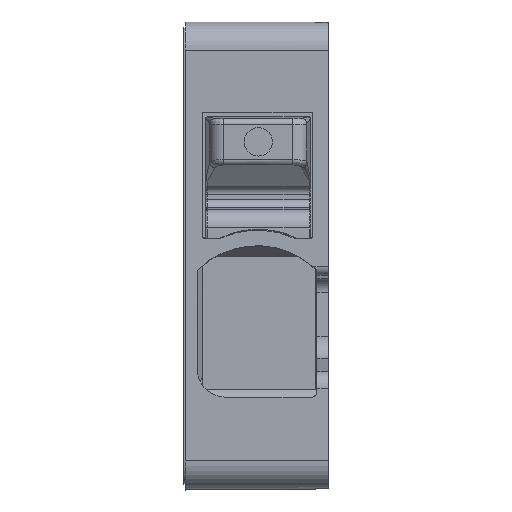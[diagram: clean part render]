
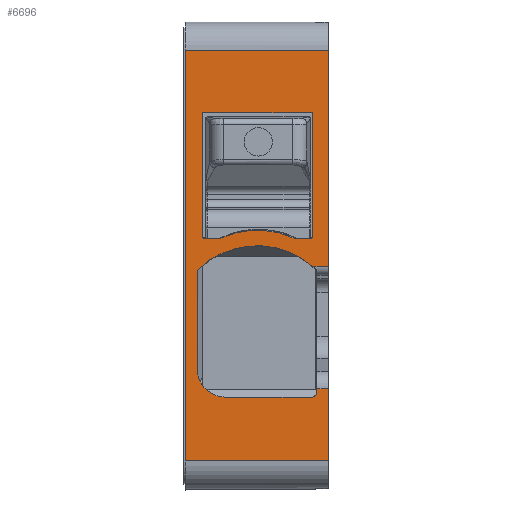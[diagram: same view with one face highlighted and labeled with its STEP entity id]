
A CAD part, top view. The second image highlights one B-rep face of the part: STEP entity #6696.
In plain terms, the highlighted planar face has unit normal (0, 0, 1).
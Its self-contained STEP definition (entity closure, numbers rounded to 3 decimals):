
#6505=AXIS2_PLACEMENT_3D('Plane Axis2P3D',#6502,#6503,#6504) ;
#6530=AXIS2_PLACEMENT_3D('Circle Axis2P3D',#6528,#6529,$) ;
#6544=AXIS2_PLACEMENT_3D('Circle Axis2P3D',#6542,#6543,$) ;
#6558=AXIS2_PLACEMENT_3D('Circle Axis2P3D',#6556,#6557,$) ;
#6565=AXIS2_PLACEMENT_3D('Circle Axis2P3D',#6563,#6564,$) ;
#6609=AXIS2_PLACEMENT_3D('Circle Axis2P3D',#6607,#6608,$) ;
#6616=AXIS2_PLACEMENT_3D('Circle Axis2P3D',#6614,#6615,$) ;
#6623=AXIS2_PLACEMENT_3D('Circle Axis2P3D',#6621,#6622,$) ;
#6637=AXIS2_PLACEMENT_3D('Circle Axis2P3D',#6635,#6636,$) ;
#6651=AXIS2_PLACEMENT_3D('Circle Axis2P3D',#6649,#6650,$) ;
#6665=AXIS2_PLACEMENT_3D('Circle Axis2P3D',#6663,#6664,$) ;
#6679=AXIS2_PLACEMENT_3D('Circle Axis2P3D',#6677,#6678,$) ;
#3071=CARTESIAN_POINT('Vertex',(5.1,1.,44.65)) ;
#3074=CARTESIAN_POINT('Line Origine',(2.55,1.,44.65)) ;
#3078=CARTESIAN_POINT('Vertex',(0.05,1.,44.65)) ;
#3858=CARTESIAN_POINT('Vertex',(0.05,15.5,44.65)) ;
#3861=CARTESIAN_POINT('Line Origine',(2.55,15.5,44.65)) ;
#3865=CARTESIAN_POINT('Vertex',(5.1,15.5,44.65)) ;
#5770=CARTESIAN_POINT('Line Origine',(0.05,8.25,44.65)) ;
#6502=CARTESIAN_POINT('Axis2P3D Location',(2.8,15.5,44.65)) ;
#6507=CARTESIAN_POINT('Line Origine',(5.1,2.275,44.65)) ;
#6511=CARTESIAN_POINT('Vertex',(5.1,3.55,44.65)) ;
#6514=CARTESIAN_POINT('Line Origine',(4.9,3.55,44.65)) ;
#6518=CARTESIAN_POINT('Vertex',(4.7,3.55,44.65)) ;
#6521=CARTESIAN_POINT('Line Origine',(4.7,3.5,44.65)) ;
#6525=CARTESIAN_POINT('Vertex',(4.7,3.45,44.65)) ;
#6528=CARTESIAN_POINT('Axis2P3D Location',(4.5,3.45,44.65)) ;
#6532=CARTESIAN_POINT('Vertex',(4.5,3.25,44.65)) ;
#6535=CARTESIAN_POINT('Line Origine',(2.988,3.25,44.65)) ;
#6539=CARTESIAN_POINT('Vertex',(1.475,3.25,44.65)) ;
#6542=CARTESIAN_POINT('Axis2P3D Location',(1.475,4.25,44.65)) ;
#6546=CARTESIAN_POINT('Vertex',(0.475,4.25,44.65)) ;
#6549=CARTESIAN_POINT('Line Origine',(0.475,5.948,44.65)) ;
#6553=CARTESIAN_POINT('Vertex',(0.475,7.645,44.65)) ;
#6556=CARTESIAN_POINT('Axis2P3D Location',(0.675,7.645,44.65)) ;
#6560=CARTESIAN_POINT('Vertex',(0.538,7.791,44.65)) ;
#6563=CARTESIAN_POINT('Axis2P3D Location',(2.588,5.6,44.65)) ;
#6567=CARTESIAN_POINT('Vertex',(4.56,7.86,44.65)) ;
#6570=CARTESIAN_POINT('Line Origine',(4.83,7.86,44.65)) ;
#6574=CARTESIAN_POINT('Vertex',(5.1,7.86,44.65)) ;
#6577=CARTESIAN_POINT('Line Origine',(5.1,11.68,44.65)) ;
#6598=CARTESIAN_POINT('Line Origine',(4.225,8.85,44.65)) ;
#6602=CARTESIAN_POINT('Vertex',(4.45,8.85,44.65)) ;
#6604=CARTESIAN_POINT('Vertex',(4.,8.85,44.65)) ;
#6607=CARTESIAN_POINT('Axis2P3D Location',(4.,9.2,44.65)) ;
#6611=CARTESIAN_POINT('Vertex',(3.858,8.88,44.65)) ;
#6614=CARTESIAN_POINT('Axis2P3D Location',(2.6,6.047,44.65)) ;
#6618=CARTESIAN_POINT('Vertex',(1.342,8.88,44.65)) ;
#6621=CARTESIAN_POINT('Axis2P3D Location',(1.2,9.2,44.65)) ;
#6625=CARTESIAN_POINT('Vertex',(1.2,8.85,44.65)) ;
#6628=CARTESIAN_POINT('Line Origine',(0.975,8.85,44.65)) ;
#6632=CARTESIAN_POINT('Vertex',(0.75,8.85,44.65)) ;
#6635=CARTESIAN_POINT('Axis2P3D Location',(0.75,8.95,44.65)) ;
#6639=CARTESIAN_POINT('Vertex',(0.65,8.95,44.65)) ;
#6642=CARTESIAN_POINT('Line Origine',(0.65,11.1,44.65)) ;
#6646=CARTESIAN_POINT('Vertex',(0.65,13.25,44.65)) ;
#6649=CARTESIAN_POINT('Axis2P3D Location',(0.7,13.25,44.65)) ;
#6653=CARTESIAN_POINT('Vertex',(0.7,13.3,44.65)) ;
#6656=CARTESIAN_POINT('Line Origine',(2.6,13.3,44.65)) ;
#6660=CARTESIAN_POINT('Vertex',(4.5,13.3,44.65)) ;
#6663=CARTESIAN_POINT('Axis2P3D Location',(4.5,13.25,44.65)) ;
#6667=CARTESIAN_POINT('Vertex',(4.55,13.25,44.65)) ;
#6670=CARTESIAN_POINT('Line Origine',(4.55,11.1,44.65)) ;
#6674=CARTESIAN_POINT('Vertex',(4.55,8.95,44.65)) ;
#6677=CARTESIAN_POINT('Axis2P3D Location',(4.45,8.95,44.65)) ;
#3075=DIRECTION('Vector Direction',(-1.,0.,0.)) ;
#3862=DIRECTION('Vector Direction',(-1.,0.,0.)) ;
#5771=DIRECTION('Vector Direction',(0.,1.,0.)) ;
#6503=DIRECTION('Axis2P3D Direction',(-0.,0.,1.)) ;
#6504=DIRECTION('Axis2P3D XDirection',(0.,-1.,0.)) ;
#6508=DIRECTION('Vector Direction',(0.,-1.,0.)) ;
#6515=DIRECTION('Vector Direction',(1.,0.,0.)) ;
#6522=DIRECTION('Vector Direction',(0.,1.,0.)) ;
#6529=DIRECTION('Axis2P3D Direction',(-0.,0.,1.)) ;
#6536=DIRECTION('Vector Direction',(-1.,0.,0.)) ;
#6543=DIRECTION('Axis2P3D Direction',(-0.,0.,1.)) ;
#6550=DIRECTION('Vector Direction',(0.,1.,0.)) ;
#6557=DIRECTION('Axis2P3D Direction',(-0.,0.,1.)) ;
#6564=DIRECTION('Axis2P3D Direction',(-0.,0.,1.)) ;
#6571=DIRECTION('Vector Direction',(1.,0.,0.)) ;
#6578=DIRECTION('Vector Direction',(0.,-1.,0.)) ;
#6599=DIRECTION('Vector Direction',(-1.,0.,0.)) ;
#6608=DIRECTION('Axis2P3D Direction',(-0.,0.,1.)) ;
#6615=DIRECTION('Axis2P3D Direction',(-0.,0.,1.)) ;
#6622=DIRECTION('Axis2P3D Direction',(-0.,0.,1.)) ;
#6629=DIRECTION('Vector Direction',(-1.,0.,0.)) ;
#6636=DIRECTION('Axis2P3D Direction',(-0.,0.,1.)) ;
#6643=DIRECTION('Vector Direction',(0.,-1.,0.)) ;
#6650=DIRECTION('Axis2P3D Direction',(-0.,0.,1.)) ;
#6657=DIRECTION('Vector Direction',(-1.,0.,0.)) ;
#6664=DIRECTION('Axis2P3D Direction',(-0.,0.,1.)) ;
#6671=DIRECTION('Vector Direction',(0.,-1.,0.)) ;
#6678=DIRECTION('Axis2P3D Direction',(-0.,0.,1.)) ;
#3076=VECTOR('Line Direction',#3075,1.) ;
#3863=VECTOR('Line Direction',#3862,1.) ;
#5772=VECTOR('Line Direction',#5771,1.) ;
#6509=VECTOR('Line Direction',#6508,1.) ;
#6516=VECTOR('Line Direction',#6515,1.) ;
#6523=VECTOR('Line Direction',#6522,1.) ;
#6537=VECTOR('Line Direction',#6536,1.) ;
#6551=VECTOR('Line Direction',#6550,1.) ;
#6572=VECTOR('Line Direction',#6571,1.) ;
#6579=VECTOR('Line Direction',#6578,1.) ;
#6600=VECTOR('Line Direction',#6599,1.) ;
#6630=VECTOR('Line Direction',#6629,1.) ;
#6644=VECTOR('Line Direction',#6643,1.) ;
#6658=VECTOR('Line Direction',#6657,1.) ;
#6672=VECTOR('Line Direction',#6671,1.) ;
#6583=ORIENTED_EDGE('',*,*,#3080,.T.) ;
#6584=ORIENTED_EDGE('',*,*,#6513,.F.) ;
#6585=ORIENTED_EDGE('',*,*,#6520,.F.) ;
#6586=ORIENTED_EDGE('',*,*,#6527,.F.) ;
#6587=ORIENTED_EDGE('',*,*,#6534,.F.) ;
#6588=ORIENTED_EDGE('',*,*,#6541,.T.) ;
#6589=ORIENTED_EDGE('',*,*,#6548,.F.) ;
#6590=ORIENTED_EDGE('',*,*,#6555,.T.) ;
#6591=ORIENTED_EDGE('',*,*,#6562,.F.) ;
#6592=ORIENTED_EDGE('',*,*,#6569,.F.) ;
#6593=ORIENTED_EDGE('',*,*,#6576,.T.) ;
#6594=ORIENTED_EDGE('',*,*,#6581,.F.) ;
#6595=ORIENTED_EDGE('',*,*,#3867,.F.) ;
#6596=ORIENTED_EDGE('',*,*,#5774,.F.) ;
#6683=ORIENTED_EDGE('',*,*,#6606,.T.) ;
#6684=ORIENTED_EDGE('',*,*,#6613,.F.) ;
#6685=ORIENTED_EDGE('',*,*,#6620,.F.) ;
#6686=ORIENTED_EDGE('',*,*,#6627,.F.) ;
#6687=ORIENTED_EDGE('',*,*,#6634,.T.) ;
#6688=ORIENTED_EDGE('',*,*,#6641,.F.) ;
#6689=ORIENTED_EDGE('',*,*,#6648,.T.) ;
#6690=ORIENTED_EDGE('',*,*,#6655,.F.) ;
#6691=ORIENTED_EDGE('',*,*,#6662,.F.) ;
#6692=ORIENTED_EDGE('',*,*,#6669,.F.) ;
#6693=ORIENTED_EDGE('',*,*,#6676,.F.) ;
#6694=ORIENTED_EDGE('',*,*,#6681,.F.) ;
#6695=FACE_BOUND('',#6682,.T.) ;
#6696=ADVANCED_FACE('Hauptk\X2\00F6\X0\rper',(#6597,#6695),#6506,.T.) ;
#6531=CIRCLE('generated circle',#6530,0.2) ;
#6545=CIRCLE('generated circle',#6544,1.) ;
#6559=CIRCLE('generated circle',#6558,0.2) ;
#6566=CIRCLE('generated circle',#6565,3.) ;
#6610=CIRCLE('generated circle',#6609,0.35) ;
#6617=CIRCLE('generated circle',#6616,3.1) ;
#6624=CIRCLE('generated circle',#6623,0.35) ;
#6638=CIRCLE('generated circle',#6637,0.1) ;
#6652=CIRCLE('generated circle',#6651,0.05) ;
#6666=CIRCLE('generated circle',#6665,0.05) ;
#6680=CIRCLE('generated circle',#6679,0.1) ;
#3080=EDGE_CURVE('',#3079,#3072,#3077,.F.) ;
#3867=EDGE_CURVE('',#3859,#3866,#3864,.F.) ;
#5774=EDGE_CURVE('',#3079,#3859,#5773,.T.) ;
#6513=EDGE_CURVE('',#6512,#3072,#6510,.T.) ;
#6520=EDGE_CURVE('',#6519,#6512,#6517,.T.) ;
#6527=EDGE_CURVE('',#6526,#6519,#6524,.T.) ;
#6534=EDGE_CURVE('',#6533,#6526,#6531,.T.) ;
#6541=EDGE_CURVE('',#6533,#6540,#6538,.T.) ;
#6548=EDGE_CURVE('',#6547,#6540,#6545,.T.) ;
#6555=EDGE_CURVE('',#6547,#6554,#6552,.T.) ;
#6562=EDGE_CURVE('',#6561,#6554,#6559,.T.) ;
#6569=EDGE_CURVE('',#6568,#6561,#6566,.T.) ;
#6576=EDGE_CURVE('',#6568,#6575,#6573,.T.) ;
#6581=EDGE_CURVE('',#3866,#6575,#6580,.T.) ;
#6606=EDGE_CURVE('',#6603,#6605,#6601,.T.) ;
#6613=EDGE_CURVE('',#6612,#6605,#6610,.T.) ;
#6620=EDGE_CURVE('',#6619,#6612,#6617,.F.) ;
#6627=EDGE_CURVE('',#6626,#6619,#6624,.T.) ;
#6634=EDGE_CURVE('',#6626,#6633,#6631,.T.) ;
#6641=EDGE_CURVE('',#6640,#6633,#6638,.T.) ;
#6648=EDGE_CURVE('',#6640,#6647,#6645,.F.) ;
#6655=EDGE_CURVE('',#6654,#6647,#6652,.T.) ;
#6662=EDGE_CURVE('',#6661,#6654,#6659,.T.) ;
#6669=EDGE_CURVE('',#6668,#6661,#6666,.T.) ;
#6676=EDGE_CURVE('',#6675,#6668,#6673,.F.) ;
#6681=EDGE_CURVE('',#6603,#6675,#6680,.T.) ;
#6582=EDGE_LOOP('',(#6583,#6584,#6585,#6586,#6587,#6588,#6589,#6590,#6591,#6592,#6593,#6594,#6595,#6596)) ;
#6682=EDGE_LOOP('',(#6683,#6684,#6685,#6686,#6687,#6688,#6689,#6690,#6691,#6692,#6693,#6694)) ;
#6597=FACE_OUTER_BOUND('',#6582,.T.) ;
#3077=LINE('Line',#3074,#3076) ;
#3864=LINE('Line',#3861,#3863) ;
#5773=LINE('Line',#5770,#5772) ;
#6510=LINE('Line',#6507,#6509) ;
#6517=LINE('Line',#6514,#6516) ;
#6524=LINE('Line',#6521,#6523) ;
#6538=LINE('Line',#6535,#6537) ;
#6552=LINE('Line',#6549,#6551) ;
#6573=LINE('Line',#6570,#6572) ;
#6580=LINE('Line',#6577,#6579) ;
#6601=LINE('Line',#6598,#6600) ;
#6631=LINE('Line',#6628,#6630) ;
#6645=LINE('Line',#6642,#6644) ;
#6659=LINE('Line',#6656,#6658) ;
#6673=LINE('Line',#6670,#6672) ;
#6506=PLANE('',#6505) ;
#3072=VERTEX_POINT('',#3071) ;
#3079=VERTEX_POINT('',#3078) ;
#3859=VERTEX_POINT('',#3858) ;
#3866=VERTEX_POINT('',#3865) ;
#6512=VERTEX_POINT('',#6511) ;
#6519=VERTEX_POINT('',#6518) ;
#6526=VERTEX_POINT('',#6525) ;
#6533=VERTEX_POINT('',#6532) ;
#6540=VERTEX_POINT('',#6539) ;
#6547=VERTEX_POINT('',#6546) ;
#6554=VERTEX_POINT('',#6553) ;
#6561=VERTEX_POINT('',#6560) ;
#6568=VERTEX_POINT('',#6567) ;
#6575=VERTEX_POINT('',#6574) ;
#6603=VERTEX_POINT('',#6602) ;
#6605=VERTEX_POINT('',#6604) ;
#6612=VERTEX_POINT('',#6611) ;
#6619=VERTEX_POINT('',#6618) ;
#6626=VERTEX_POINT('',#6625) ;
#6633=VERTEX_POINT('',#6632) ;
#6640=VERTEX_POINT('',#6639) ;
#6647=VERTEX_POINT('',#6646) ;
#6654=VERTEX_POINT('',#6653) ;
#6661=VERTEX_POINT('',#6660) ;
#6668=VERTEX_POINT('',#6667) ;
#6675=VERTEX_POINT('',#6674) ;
